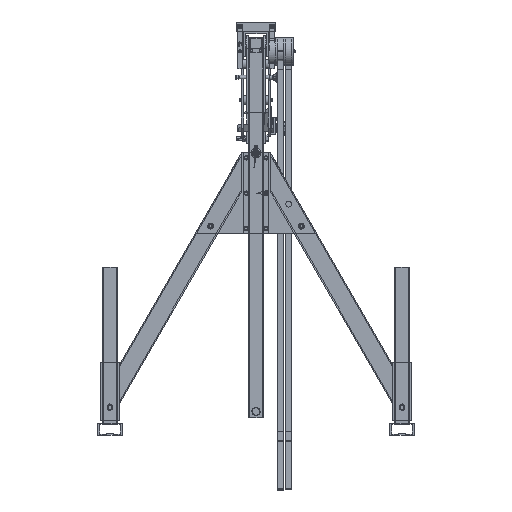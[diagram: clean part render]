
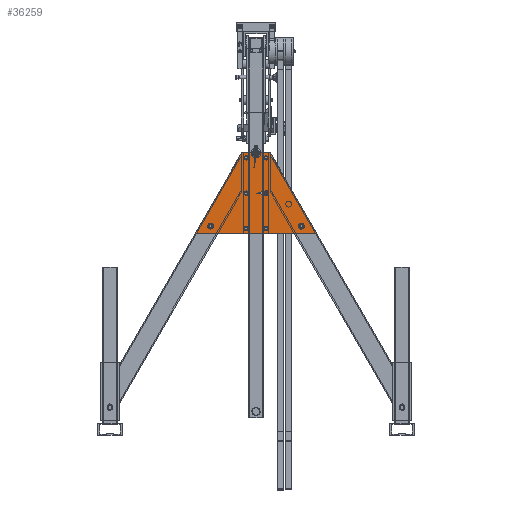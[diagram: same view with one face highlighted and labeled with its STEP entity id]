
A CAD part, front view. The second image highlights one B-rep face of the part: STEP entity #36259.
In plain terms, the highlighted planar face has unit normal (0, -1, 0).
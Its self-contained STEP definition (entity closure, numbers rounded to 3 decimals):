
#1893=LINE('',#52423,#4730);
#1894=LINE('',#52425,#4731);
#1895=LINE('',#52427,#4732);
#1896=LINE('',#52428,#4733);
#4730=VECTOR('',#42556,10.);
#4731=VECTOR('',#42557,10.);
#4732=VECTOR('',#42558,10.);
#4733=VECTOR('',#42559,10.);
#7801=FACE_OUTER_BOUND('',#10088,.T.);
#10088=EDGE_LOOP('',(#22434,#22435,#22436,#22437));
#13840=VERTEX_POINT('',#52421);
#13841=VERTEX_POINT('',#52422);
#13842=VERTEX_POINT('',#52424);
#13843=VERTEX_POINT('',#52426);
#17234=EDGE_CURVE('',#13840,#13841,#1893,.T.);
#17235=EDGE_CURVE('',#13842,#13840,#1894,.T.);
#17236=EDGE_CURVE('',#13843,#13842,#1895,.T.);
#17237=EDGE_CURVE('',#13841,#13843,#1896,.T.);
#22434=ORIENTED_EDGE('',*,*,#17234,.F.);
#22435=ORIENTED_EDGE('',*,*,#17235,.F.);
#22436=ORIENTED_EDGE('',*,*,#17236,.F.);
#22437=ORIENTED_EDGE('',*,*,#17237,.F.);
#32197=PLANE('',#38814);
#36259=ADVANCED_FACE('',(#7801),#32197,.F.);
#38814=AXIS2_PLACEMENT_3D('',#52420,#42554,#42555);
#42554=DIRECTION('center_axis',(0.,1.,0.));
#42555=DIRECTION('ref_axis',(0.,0.,
1.));
#42556=DIRECTION('',(1.,0.,0.));
#42557=DIRECTION('',(0.5,0.,0.866));
#42558=DIRECTION('',(-1.,0.,0.));
#42559=DIRECTION('',(0.5,0.,-0.866));
#52420=CARTESIAN_POINT('Origin',(0.,-43.,
119.412));
#52421=CARTESIAN_POINT('',(-59.,-43.,330.));
#52422=CARTESIAN_POINT('',(59.,-43.,330.));
#52423=CARTESIAN_POINT('',(-59.,-43.,330.));
#52424=CARTESIAN_POINT('',(-249.526,-43.,0.));
#52425=CARTESIAN_POINT('',(-249.526,-43.,0.));
#52426=CARTESIAN_POINT('',(249.526,-43.,0.));
#52427=CARTESIAN_POINT('',(249.526,-43.,0.));
#52428=CARTESIAN_POINT('',(59.,-43.,330.));
